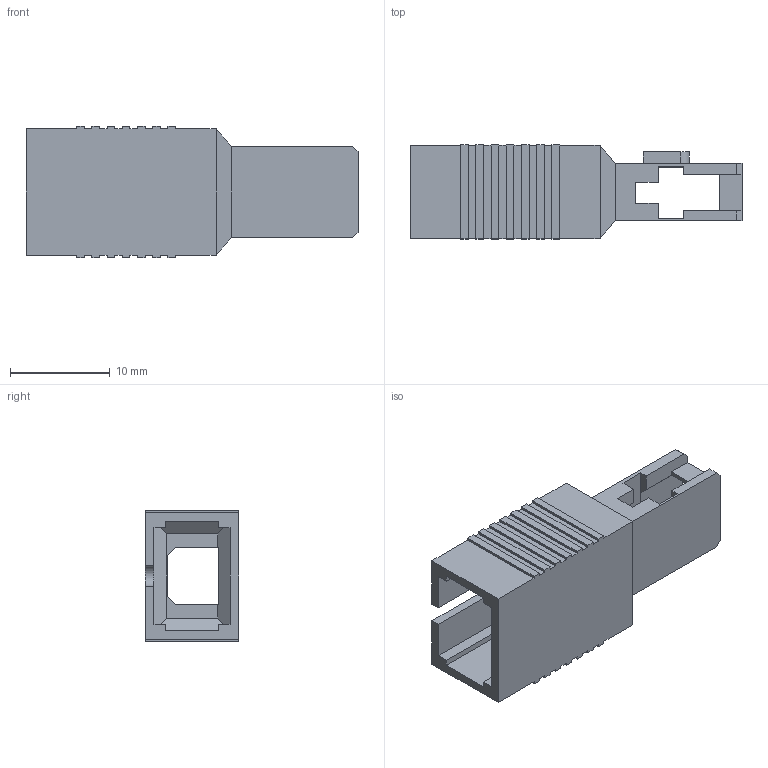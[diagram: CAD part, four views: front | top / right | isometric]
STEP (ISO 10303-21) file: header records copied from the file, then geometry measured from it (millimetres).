
FILE_DESCRIPTION (( 'STEP AP214' ), '1' );
FILE_NAME ('FOA-SM-SCFSCAM_3D.STEP', '2020-07-10T21:21:42', ( '' ), ( '' ), 'SwSTEP 2.0', 'SolidWorks 2018', '' );
FILE_SCHEMA (( 'AUTOMOTIVE_DESIGN' ));
Length unit declared in the file: inch
Products named in the file (1): FOA-SM-SCFSCAM_3D
Bounding box: 33.27 x 9.4 x 13.21 mm (x, y, z)
Volume: 995.9 mm3; surface area: 2428.6 mm2
Topology: 1 solids, 1 shells, 131 faces, 391 edges, 258 vertices
Faces by surface type: plane 129, cylinder 2
Entity records: 4812 total; most frequent: ORIENTED_EDGE 782, CARTESIAN_POINT 781, DIRECTION 659, EDGE_CURVE 391, LINE 387, VECTOR 387, VERTEX_POINT 258, AXIS2_PLACEMENT_3D 136
